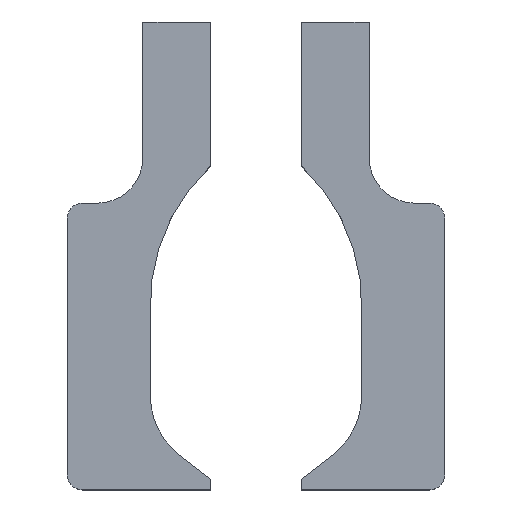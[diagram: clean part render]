
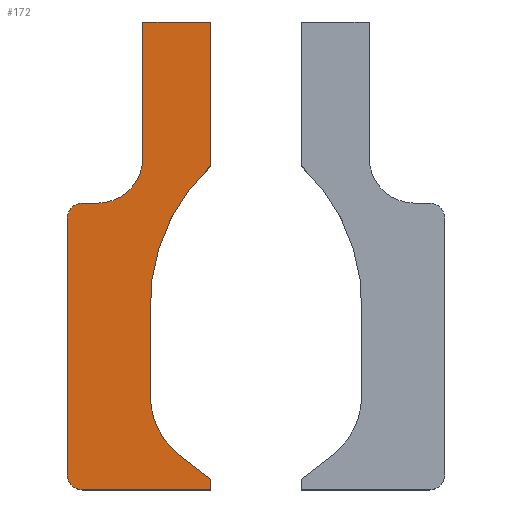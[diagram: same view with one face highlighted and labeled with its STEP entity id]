
A CAD part, top view. The second image highlights one B-rep face of the part: STEP entity #172.
In plain terms, the highlighted planar face has unit normal (0, 0, 1).
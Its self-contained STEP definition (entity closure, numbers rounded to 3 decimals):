
#172=ADVANCED_FACE('',(#246),#220,.T.);
#220=PLANE('',#923);
#246=FACE_OUTER_BOUND('',#270,.T.);
#270=EDGE_LOOP('',(#487,#488,#489,#490,#491,#492,#493,#494,#495,#496,#497,
#498,#499,#500));
#354=LINE('',#1278,#418);
#355=LINE('',#1283,#419);
#356=LINE('',#1285,#420);
#357=LINE('',#1287,#421);
#358=LINE('',#1291,#422);
#359=LINE('',#1295,#423);
#360=LINE('',#1299,#424);
#361=LINE('',#1301,#425);
#362=LINE('',#1303,#426);
#418=VECTOR('',#1025,1.);
#419=VECTOR('',#1028,1.);
#420=VECTOR('',#1029,1.);
#421=VECTOR('',#1030,1.);
#422=VECTOR('',#1033,1.);
#423=VECTOR('',#1036,1.);
#424=VECTOR('',#1039,1.);
#425=VECTOR('',#1040,1.);
#426=VECTOR('',#1041,1.);
#487=ORIENTED_EDGE('',*,*,#777,.F.);
#488=ORIENTED_EDGE('',*,*,#778,.T.);
#489=ORIENTED_EDGE('',*,*,#779,.F.);
#490=ORIENTED_EDGE('',*,*,#780,.T.);
#491=ORIENTED_EDGE('',*,*,#781,.T.);
#492=ORIENTED_EDGE('',*,*,#782,.T.);
#493=ORIENTED_EDGE('',*,*,#783,.T.);
#494=ORIENTED_EDGE('',*,*,#784,.T.);
#495=ORIENTED_EDGE('',*,*,#785,.T.);
#496=ORIENTED_EDGE('',*,*,#786,.T.);
#497=ORIENTED_EDGE('',*,*,#787,.T.);
#498=ORIENTED_EDGE('',*,*,#788,.F.);
#499=ORIENTED_EDGE('',*,*,#789,.T.);
#500=ORIENTED_EDGE('',*,*,#790,.T.);
#699=VERTEX_POINT('',#1279);
#700=VERTEX_POINT('',#1280);
#701=VERTEX_POINT('',#1282);
#702=VERTEX_POINT('',#1284);
#703=VERTEX_POINT('',#1286);
#704=VERTEX_POINT('',#1288);
#705=VERTEX_POINT('',#1290);
#706=VERTEX_POINT('',#1292);
#707=VERTEX_POINT('',#1294);
#708=VERTEX_POINT('',#1296);
#709=VERTEX_POINT('',#1298);
#710=VERTEX_POINT('',#1300);
#711=VERTEX_POINT('',#1302);
#712=VERTEX_POINT('',#1304);
#777=EDGE_CURVE('',#699,#700,#354,.T.);
#778=EDGE_CURVE('',#699,#701,#874,.T.);
#779=EDGE_CURVE('',#702,#701,#355,.T.);
#780=EDGE_CURVE('',#702,#703,#356,.T.);
#781=EDGE_CURVE('',#703,#704,#357,.T.);
#782=EDGE_CURVE('',#704,#705,#875,.T.);
#783=EDGE_CURVE('',#705,#706,#358,.T.);
#784=EDGE_CURVE('',#706,#707,#876,.T.);
#785=EDGE_CURVE('',#707,#708,#359,.T.);
#786=EDGE_CURVE('',#708,#709,#877,.T.);
#787=EDGE_CURVE('',#709,#710,#360,.T.);
#788=EDGE_CURVE('',#711,#710,#361,.T.);
#789=EDGE_CURVE('',#711,#712,#362,.T.);
#790=EDGE_CURVE('',#712,#700,#878,.T.);
#874=CIRCLE('',#918,25.102);
#875=CIRCLE('',#919,6.);
#876=CIRCLE('',#920,2.);
#877=CIRCLE('',#921,2.);
#878=CIRCLE('',#922,10.);
#918=AXIS2_PLACEMENT_3D('',#1281,#1026,#1027);
#919=AXIS2_PLACEMENT_3D('',#1289,#1031,#1032);
#920=AXIS2_PLACEMENT_3D('',#1293,#1034,#1035);
#921=AXIS2_PLACEMENT_3D('',#1297,#1037,#1038);
#922=AXIS2_PLACEMENT_3D('',#1305,#1042,#1043);
#923=AXIS2_PLACEMENT_3D('',#1306,#1044,#1045);
#1025=DIRECTION('',(0.,-1.,0.));
#1026=DIRECTION('',(0.,0.,-1.));
#1027=DIRECTION('',(1.,0.,0.));
#1028=DIRECTION('',(0.,-1.,0.));
#1029=DIRECTION('',(-1.,0.,0.));
#1030=DIRECTION('',(0.,-1.,0.));
#1031=DIRECTION('',(0.,0.,-1.));
#1032=DIRECTION('',(1.,0.,0.));
#1033=DIRECTION('',(-1.,0.,0.));
#1034=DIRECTION('',(0.,0.,1.));
#1035=DIRECTION('',(1.,0.,0.));
#1036=DIRECTION('',(0.,-1.,0.));
#1037=DIRECTION('',(0.,0.,1.));
#1038=DIRECTION('',(1.,0.,0.));
#1039=DIRECTION('',(1.,0.,0.));
#1040=DIRECTION('',(0.,-1.,0.));
#1041=DIRECTION('',(-0.791,0.612,0.));
#1042=DIRECTION('',(0.,0.,-1.));
#1043=DIRECTION('',(1.,0.,0.));
#1044=DIRECTION('',(0.,0.,1.));
#1045=DIRECTION('',(1.,0.,0.));
#1278=CARTESIAN_POINT('',(-14.,0.,10.));
#1279=CARTESIAN_POINT('',(-14.,-34.567,10.));
#1280=CARTESIAN_POINT('',(-14.,-45.498,10.));
#1281=CARTESIAN_POINT('',(11.078,-33.469,10.));
#1282=CARTESIAN_POINT('',(-6.,-15.072,10.));
#1283=CARTESIAN_POINT('',(-6.,13.136,10.));
#1284=CARTESIAN_POINT('',(-6.,4.,10.));
#1285=CARTESIAN_POINT('',(-5.,4.,10.));
#1286=CARTESIAN_POINT('',(-15.,4.,10.));
#1287=CARTESIAN_POINT('',(-15.,0.,10.));
#1288=CARTESIAN_POINT('',(-15.,-14.,10.));
#1289=CARTESIAN_POINT('',(-21.,-14.,10.));
#1290=CARTESIAN_POINT('',(-21.,-20.,10.));
#1291=CARTESIAN_POINT('',(-10.,-20.,10.));
#1292=CARTESIAN_POINT('',(-23.,-20.,10.));
#1293=CARTESIAN_POINT('',(-23.,-22.,10.));
#1294=CARTESIAN_POINT('',(-25.,-22.,10.));
#1295=CARTESIAN_POINT('',(-25.,-20.,10.));
#1296=CARTESIAN_POINT('',(-25.,-56.,10.));
#1297=CARTESIAN_POINT('',(-23.,-56.,10.));
#1298=CARTESIAN_POINT('',(-23.,-58.,10.));
#1299=CARTESIAN_POINT('',(-20.,-58.,10.));
#1300=CARTESIAN_POINT('',(-6.,-58.,10.));
#1301=CARTESIAN_POINT('',(-6.,13.136,10.));
#1302=CARTESIAN_POINT('',(-6.,-56.595,10.));
#1303=CARTESIAN_POINT('',(-32.769,-35.876,10.));
#1304=CARTESIAN_POINT('',(-10.121,-53.406,10.));
#1305=CARTESIAN_POINT('',(-4.,-45.498,10.));
#1306=CARTESIAN_POINT('',(-5.,0.,10.));
